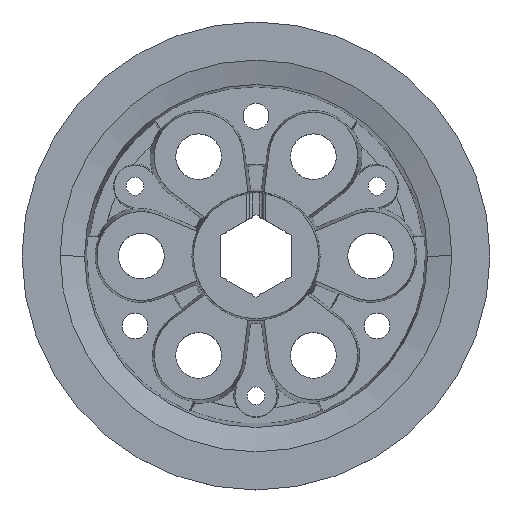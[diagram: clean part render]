
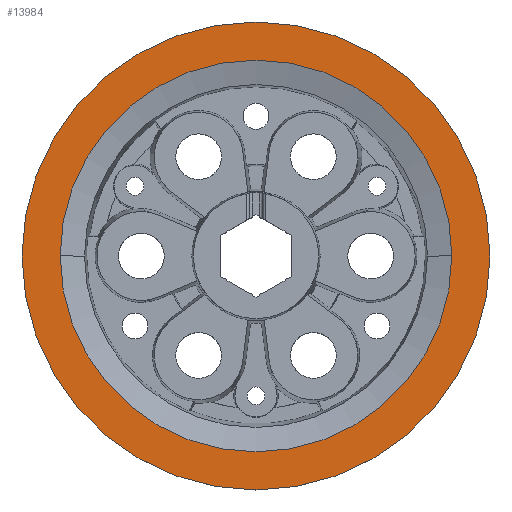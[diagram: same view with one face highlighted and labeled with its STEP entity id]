
A CAD part, top view. The second image highlights one B-rep face of the part: STEP entity #13984.
In plain terms, the highlighted planar face has unit normal (0, 0, 1).
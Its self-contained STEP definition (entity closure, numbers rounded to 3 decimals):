
#79 = CARTESIAN_POINT ( 'NONE',  ( -1.5, -14.324, 6.5 ) ) ;
#170 = DIRECTION ( 'NONE',  ( 1., 0., 0. ) ) ;
#373 = CIRCLE ( 'NONE', #1024, 16.324 ) ;
#1024 = AXIS2_PLACEMENT_3D ( 'NONE', #6544, #9047, #2127 ) ;
#1489 = DIRECTION ( 'NONE',  ( 1., 0., 0. ) ) ;
#1652 = EDGE_CURVE ( 'NONE', #7246, #9366, #373, .T. ) ;
#1935 = DIRECTION ( 'NONE',  ( -1., 0., 0. ) ) ;
#2127 = DIRECTION ( 'NONE',  ( 1., 0., 0. ) ) ;
#2778 = CARTESIAN_POINT ( 'NONE',  ( -1.5, -14.324, 6.5 ) ) ;
#2951 = AXIS2_PLACEMENT_3D ( 'NONE', #9709, #14387, #7441 ) ;
#3012 = VERTEX_POINT ( 'NONE', #5129 ) ;
#3370 = EDGE_LOOP ( 'NONE', ( #9912, #4309 ) ) ;
#4262 = CARTESIAN_POINT ( 'NONE',  ( 14.824, -14.324, 6.5 ) ) ;
#4309 = ORIENTED_EDGE ( 'NONE', *, *, #1652, .T. ) ;
#4516 = CIRCLE ( 'NONE', #9887, 16.324 ) ;
#5129 = CARTESIAN_POINT ( 'NONE',  ( -15.16, -14.324, 6.5 ) ) ;
#6544 = CARTESIAN_POINT ( 'NONE',  ( -1.5, -14.324, 6.5 ) ) ;
#6632 = ORIENTED_EDGE ( 'NONE', *, *, #9041, .T. ) ;
#7246 = VERTEX_POINT ( 'NONE', #4262 ) ;
#7441 = DIRECTION ( 'NONE',  ( -1., 0., 0. ) ) ;
#7458 = FACE_OUTER_BOUND ( 'NONE', #3370, .T. ) ;
#7627 = AXIS2_PLACEMENT_3D ( 'NONE', #12495, #10253, #1935 ) ;
#8362 = DIRECTION ( 'NONE',  ( 0., 0., 1. ) ) ;
#8448 = AXIS2_PLACEMENT_3D ( 'NONE', #2778, #8362, #1489 ) ;
#9041 = EDGE_CURVE ( 'NONE', #13365, #3012, #13279, .T. ) ;
#9047 = DIRECTION ( 'NONE',  ( 0., 0., 1. ) ) ;
#9287 = FACE_BOUND ( 'NONE', #12446, .T. ) ;
#9366 = VERTEX_POINT ( 'NONE', #9639 ) ;
#9474 = ORIENTED_EDGE ( 'NONE', *, *, #14608, .T. ) ;
#9639 = CARTESIAN_POINT ( 'NONE',  ( -17.824, -14.324, 6.5 ) ) ;
#9709 = CARTESIAN_POINT ( 'NONE',  ( -1.5, -14.324, 6.5 ) ) ;
#9887 = AXIS2_PLACEMENT_3D ( 'NONE', #79, #12849, #170 ) ;
#9912 = ORIENTED_EDGE ( 'NONE', *, *, #11568, .T. ) ;
#10253 = DIRECTION ( 'NONE',  ( 0., 0., -1. ) ) ;
#11568 = EDGE_CURVE ( 'NONE', #9366, #7246, #4516, .T. ) ;
#12446 = EDGE_LOOP ( 'NONE', ( #6632, #9474 ) ) ;
#12495 = CARTESIAN_POINT ( 'NONE',  ( -1.5, -14.324, 6.5 ) ) ;
#12849 = DIRECTION ( 'NONE',  ( 0., 0., 1. ) ) ;
#13279 = CIRCLE ( 'NONE', #2951, 13.66 ) ;
#13365 = VERTEX_POINT ( 'NONE', #14937 ) ;
#13984 = ADVANCED_FACE ( 'NONE', ( #9287, #7458 ), #14296, .T. ) ;
#14296 = PLANE ( 'NONE',  #8448 ) ;
#14379 = CIRCLE ( 'NONE', #7627, 13.66 ) ;
#14387 = DIRECTION ( 'NONE',  ( 0., 0., -1. ) ) ;
#14608 = EDGE_CURVE ( 'NONE', #3012, #13365, #14379, .T. ) ;
#14937 = CARTESIAN_POINT ( 'NONE',  ( 12.16, -14.324, 6.5 ) ) ;
